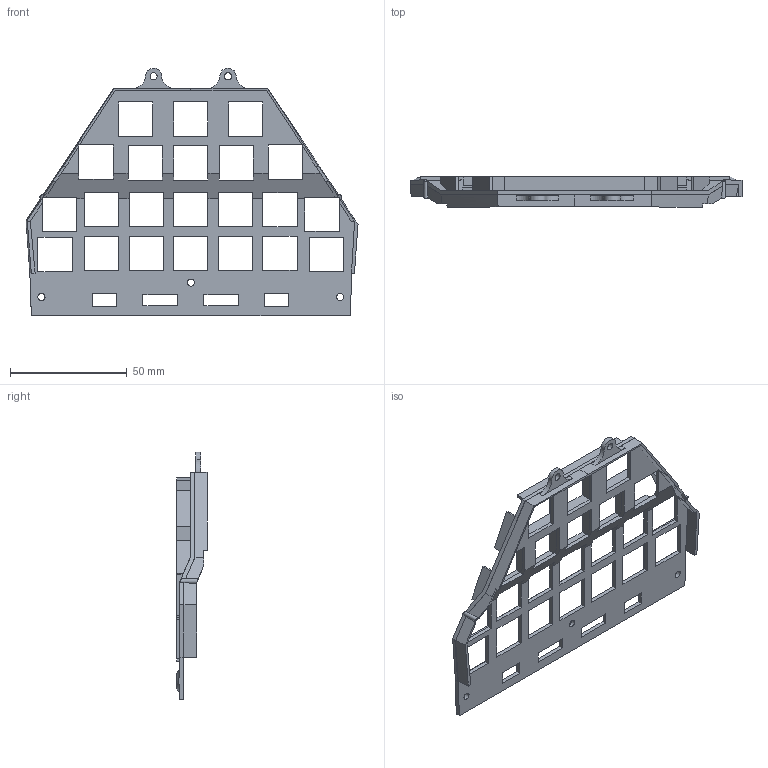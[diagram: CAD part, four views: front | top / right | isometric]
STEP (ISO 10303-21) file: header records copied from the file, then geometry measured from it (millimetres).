
FILE_DESCRIPTION(/* description */ (''),/* implementation_level */ '2;1');
FILE_NAME(/* name */ 'keycap plate.stp',/* time_stamp */ '2021-07-30T17:11:40+09:00',/* author */ ('gisen'),/* organization */ (''),/* preprocessor_version */ 'ST-DEVELOPER v18.1',/* originating_system */ 'Autodesk Inventor 2021',/* authorisation */ '');
FILE_SCHEMA (('AUTOMOTIVE_DESIGN { 1 0 10303 214 3 1 1 }'));
Length unit declared in the file: inch
Products named in the file (1): keycap plate
Bounding box: 142.41 x 13.1 x 106.21 mm (x, y, z)
Volume: 17029.8 mm3; surface area: 25198.6 mm2
Topology: 1 solids, 1 shells, 345 faces, 1029 edges, 678 vertices
Faces by surface type: plane 293, bspline 37, cylinder 13, torus 2
Full cylindrical faces by diameter (mm): 3.048 x5
Entity records: 12509 total; most frequent: CARTESIAN_POINT 3167, ORIENTED_EDGE 2058, DIRECTION 1697, EDGE_CURVE 1029, LINE 935, VECTOR 935, VERTEX_POINT 678, EDGE_LOOP 399
